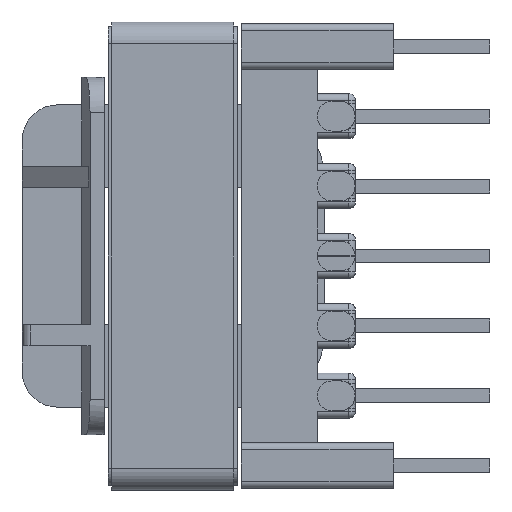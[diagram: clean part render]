
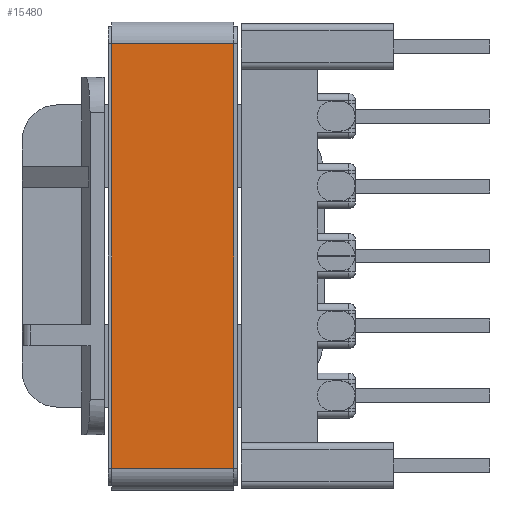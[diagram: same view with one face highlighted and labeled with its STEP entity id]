
A CAD part, left-side view. The second image highlights one B-rep face of the part: STEP entity #15480.
In plain terms, the highlighted planar face has unit normal (-1, 0, 0).
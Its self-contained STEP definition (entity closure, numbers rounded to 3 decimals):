
#473 = VECTOR ( 'NONE', #3681, 1000. ) ;
#1189 = AXIS2_PLACEMENT_3D ( 'NONE', #12861, #14267, #3839 ) ;
#1498 = LINE ( 'NONE', #11019, #7042 ) ;
#1502 = CARTESIAN_POINT ( 'NONE',  ( -0.16, -16.07, -4.45 ) ) ;
#1508 = CARTESIAN_POINT ( 'NONE',  ( -0.16, -0.64, 0. ) ) ;
#2017 = CARTESIAN_POINT ( 'NONE',  ( -0.16, -0.64, -4.45 ) ) ;
#3239 = EDGE_CURVE ( 'NONE', #9890, #12474, #12669, .T. ) ;
#3681 = DIRECTION ( 'NONE',  ( 0., -1., 0. ) ) ;
#3738 = ORIENTED_EDGE ( 'NONE', *, *, #4321, .F. ) ;
#3839 = DIRECTION ( 'NONE',  ( 0., -1., 0. ) ) ;
#4321 = EDGE_CURVE ( 'NONE', #10053, #9890, #1498, .T. ) ;
#5411 = CARTESIAN_POINT ( 'NONE',  ( -0.16, -16.07, 0. ) ) ;
#6206 = ORIENTED_EDGE ( 'NONE', *, *, #3239, .F. ) ;
#7042 = VECTOR ( 'NONE', #12450, 1000. ) ;
#7061 = FACE_OUTER_BOUND ( 'NONE', #12316, .T. ) ;
#7085 = DIRECTION ( 'NONE',  ( 0., 0., 1. ) ) ;
#8041 = CARTESIAN_POINT ( 'NONE',  ( -0.16, -16.07, 0. ) ) ;
#8869 = CARTESIAN_POINT ( 'NONE',  ( -0.16, -16.07, -4.45 ) ) ;
#9040 = LINE ( 'NONE', #8869, #12311 ) ;
#9890 = VERTEX_POINT ( 'NONE', #1508 ) ;
#10053 = VERTEX_POINT ( 'NONE', #2017 ) ;
#10394 = ORIENTED_EDGE ( 'NONE', *, *, #13652, .T. ) ;
#11019 = CARTESIAN_POINT ( 'NONE',  ( -0.16, -0.64, -4.45 ) ) ;
#11295 = VERTEX_POINT ( 'NONE', #15531 ) ;
#12311 = VECTOR ( 'NONE', #7085, 1000. ) ;
#12316 = EDGE_LOOP ( 'NONE', ( #6206, #3738, #18753, #10394 ) ) ;
#12362 = LINE ( 'NONE', #1502, #14265 ) ;
#12450 = DIRECTION ( 'NONE',  ( 0., 0., 1. ) ) ;
#12474 = VERTEX_POINT ( 'NONE', #5411 ) ;
#12575 = EDGE_CURVE ( 'NONE', #10053, #11295, #12362, .T. ) ;
#12669 = LINE ( 'NONE', #8041, #473 ) ;
#12861 = CARTESIAN_POINT ( 'NONE',  ( -0.16, -16.07, -4.45 ) ) ;
#13652 = EDGE_CURVE ( 'NONE', #11295, #12474, #9040, .T. ) ;
#14265 = VECTOR ( 'NONE', #14838, 1000. ) ;
#14267 = DIRECTION ( 'NONE',  ( -1., 0., 0. ) ) ;
#14838 = DIRECTION ( 'NONE',  ( 0., -1., 0. ) ) ;
#15480 = ADVANCED_FACE ( 'NONE', ( #7061 ), #15981, .T. ) ;
#15531 = CARTESIAN_POINT ( 'NONE',  ( -0.16, -16.07, -4.45 ) ) ;
#15981 = PLANE ( 'NONE',  #1189 ) ;
#18753 = ORIENTED_EDGE ( 'NONE', *, *, #12575, .T. ) ;
